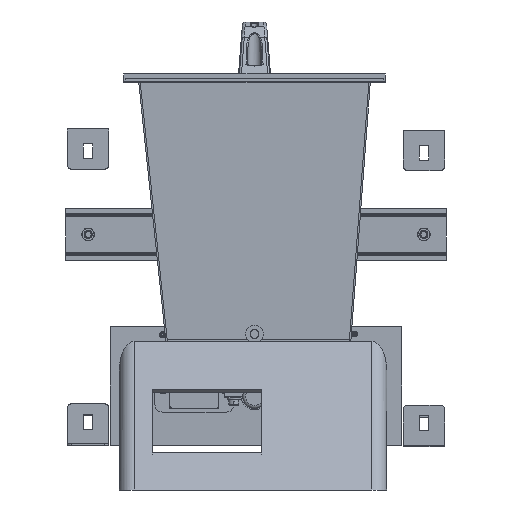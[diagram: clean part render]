
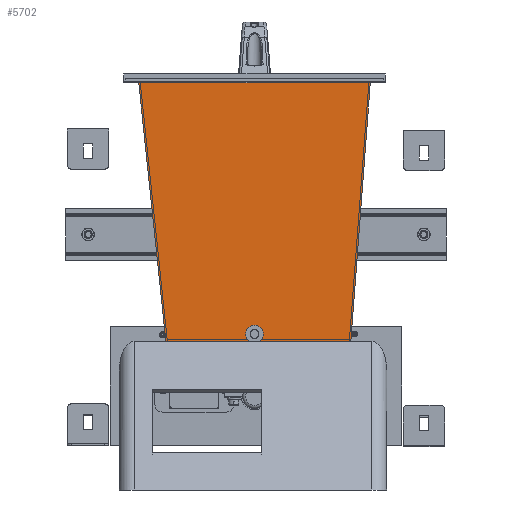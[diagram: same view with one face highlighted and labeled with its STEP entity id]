
A CAD part, front view. The second image highlights one B-rep face of the part: STEP entity #5702.
In plain terms, the highlighted planar face has unit normal (0, -1, 0).
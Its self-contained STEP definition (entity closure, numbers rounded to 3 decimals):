
#5488 = VERTEX_POINT('',#5489);
#5489 = CARTESIAN_POINT('',(-3.2,-150.,-170.));
#5495 = EDGE_CURVE('',#5488,#5488,#5496,.T.);
#5496 = CIRCLE('',#5497,3.2);
#5497 = AXIS2_PLACEMENT_3D('',#5498,#5499,#5500);
#5498 = CARTESIAN_POINT('',(0.,-150.,-170.));
#5499 = DIRECTION('',(0.,-1.,0.));
#5500 = DIRECTION('',(-1.,0.,0.));
#5702 = ADVANCED_FACE('',(#5703,#5737),#5740,.F.);
#5703 = FACE_BOUND('',#5704,.F.);
#5704 = EDGE_LOOP('',(#5705,#5715,#5723,#5731));
#5705 = ORIENTED_EDGE('',*,*,#5706,.F.);
#5706 = EDGE_CURVE('',#5707,#5709,#5711,.T.);
#5707 = VERTEX_POINT('',#5708);
#5708 = CARTESIAN_POINT('',(-77.895,-150.,-1.));
#5709 = VERTEX_POINT('',#5710);
#5710 = CARTESIAN_POINT('',(-59.157,-150.,-180.));
#5711 = LINE('',#5712,#5713);
#5712 = CARTESIAN_POINT('',(-78.,-150.,0.));
#5713 = VECTOR('',#5714,1.);
#5714 = DIRECTION('',(0.104,0.,-0.995));
#5715 = ORIENTED_EDGE('',*,*,#5716,.T.);
#5716 = EDGE_CURVE('',#5707,#5717,#5719,.T.);
#5717 = VERTEX_POINT('',#5718);
#5718 = CARTESIAN_POINT('',(77.925,-150.,-1.));
#5719 = LINE('',#5720,#5721);
#5720 = CARTESIAN_POINT('',(0.669,-150.,-1.));
#5721 = VECTOR('',#5722,1.);
#5722 = DIRECTION('',(1.,0.,0.));
#5723 = ORIENTED_EDGE('',*,*,#5724,.F.);
#5724 = EDGE_CURVE('',#5725,#5717,#5727,.T.);
#5725 = VERTEX_POINT('',#5726);
#5726 = CARTESIAN_POINT('',(64.443,-150.,-180.));
#5727 = LINE('',#5728,#5729);
#5728 = CARTESIAN_POINT('',(62.937,-150.,-200.));
#5729 = VECTOR('',#5730,1.);
#5730 = DIRECTION('',(0.075,0.,0.997));
#5731 = ORIENTED_EDGE('',*,*,#5732,.F.);
#5732 = EDGE_CURVE('',#5709,#5725,#5733,.T.);
#5733 = LINE('',#5734,#5735);
#5734 = CARTESIAN_POINT('',(-57.063,-150.,-180.));
#5735 = VECTOR('',#5736,1.);
#5736 = DIRECTION('',(1.,0.,0.));
#5737 = FACE_BOUND('',#5738,.F.);
#5738 = EDGE_LOOP('',(#5739));
#5739 = ORIENTED_EDGE('',*,*,#5495,.T.);
#5740 = PLANE('',#5741);
#5741 = AXIS2_PLACEMENT_3D('',#5742,#5743,#5744);
#5742 = CARTESIAN_POINT('',(1.337,-150.,-94.688));
#5743 = DIRECTION('',(0.,1.,0.));
#5744 = DIRECTION('',(0.,0.,1.));
